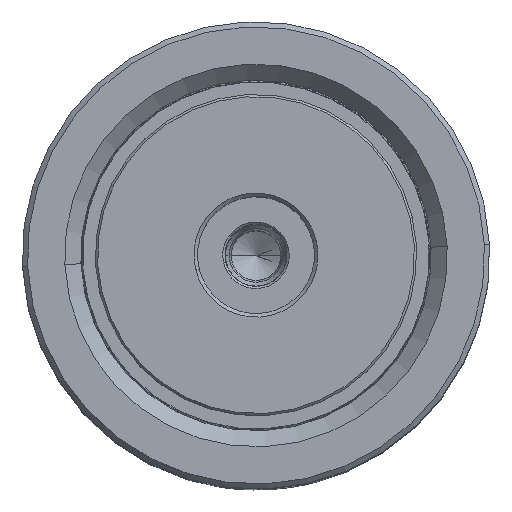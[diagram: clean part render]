
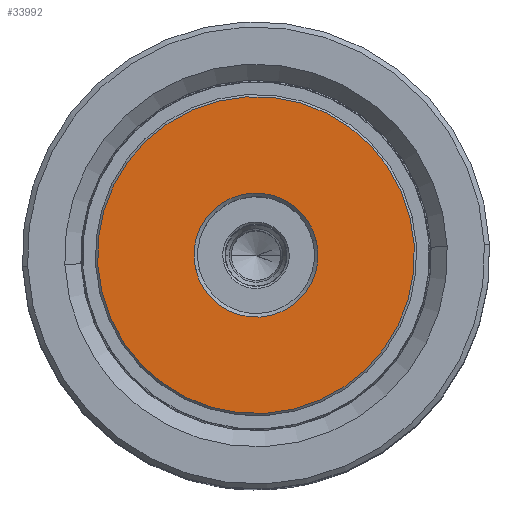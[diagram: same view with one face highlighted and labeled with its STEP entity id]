
A CAD part, top view. The second image highlights one B-rep face of the part: STEP entity #33992.
In plain terms, the highlighted face is planar.
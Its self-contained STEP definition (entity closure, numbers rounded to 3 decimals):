
#690 = AXIS2_PLACEMENT_3D ( 'NONE', #21199, #45043, #37551 ) ;
#3405 = CARTESIAN_POINT ( 'NONE',  ( 0., 0., 0. ) ) ;
#6327 = AXIS2_PLACEMENT_3D ( 'NONE', #18415, #30730, #39285 ) ;
#6539 = CARTESIAN_POINT ( 'NONE',  ( -21.7, 0., 0. ) ) ;
#9463 = CIRCLE ( 'NONE', #52196, 21.7 ) ;
#9551 = DIRECTION ( 'NONE',  ( 1., 0., 0. ) ) ;
#13206 = CIRCLE ( 'NONE', #29431, 8.5 ) ;
#13887 = FACE_OUTER_BOUND ( 'NONE', #17578, .T. ) ;
#14711 = ORIENTED_EDGE ( 'NONE', *, *, #24675, .T. ) ;
#17158 = EDGE_LOOP ( 'NONE', ( #35713, #34346 ) ) ;
#17578 = EDGE_LOOP ( 'NONE', ( #14711, #18303 ) ) ;
#18303 = ORIENTED_EDGE ( 'NONE', *, *, #46702, .T. ) ;
#18415 = CARTESIAN_POINT ( 'NONE',  ( 0., 0., 0. ) ) ;
#19456 = DIRECTION ( 'NONE',  ( 0., 0., -1. ) ) ;
#21199 = CARTESIAN_POINT ( 'NONE',  ( 0., 0., 0. ) ) ;
#22000 = VERTEX_POINT ( 'NONE', #30047 ) ;
#22924 = CIRCLE ( 'NONE', #690, 8.5 ) ;
#24675 = EDGE_CURVE ( 'NONE', #22000, #52003, #9463, .T. ) ;
#25927 = PLANE ( 'NONE',  #6327 ) ;
#26298 = VERTEX_POINT ( 'NONE', #38333 ) ;
#28495 = VERTEX_POINT ( 'NONE', #45932 ) ;
#29431 = AXIS2_PLACEMENT_3D ( 'NONE', #39303, #46378, #33784 ) ;
#30047 = CARTESIAN_POINT ( 'NONE',  ( 21.7, 0., 0. ) ) ;
#30409 = CARTESIAN_POINT ( 'NONE',  ( 0., 0., 0. ) ) ;
#30730 = DIRECTION ( 'NONE',  ( 0., 0., 1. ) ) ;
#33784 = DIRECTION ( 'NONE',  ( 1., 0., 0. ) ) ;
#33992 = ADVANCED_FACE ( 'NONE', ( #13887, #50574 ), #25927, .F. ) ;
#34346 = ORIENTED_EDGE ( 'NONE', *, *, #40459, .T. ) ;
#35713 = ORIENTED_EDGE ( 'NONE', *, *, #50158, .T. ) ;
#37551 = DIRECTION ( 'NONE',  ( 1., 0., 0. ) ) ;
#38333 = CARTESIAN_POINT ( 'NONE',  ( 8.5, 0., 0. ) ) ;
#39285 = DIRECTION ( 'NONE',  ( 1., 0., 0. ) ) ;
#39303 = CARTESIAN_POINT ( 'NONE',  ( 0., 0., 0. ) ) ;
#40459 = EDGE_CURVE ( 'NONE', #26298, #28495, #13206, .T. ) ;
#42752 = CIRCLE ( 'NONE', #47023, 21.7 ) ;
#45043 = DIRECTION ( 'NONE',  ( 0., 0., 1. ) ) ;
#45932 = CARTESIAN_POINT ( 'NONE',  ( -8.5, 0., 0. ) ) ;
#46230 = DIRECTION ( 'NONE',  ( 0., 0., -1. ) ) ;
#46378 = DIRECTION ( 'NONE',  ( 0., 0., 1. ) ) ;
#46702 = EDGE_CURVE ( 'NONE', #52003, #22000, #42752, .T. ) ;
#47023 = AXIS2_PLACEMENT_3D ( 'NONE', #3405, #19456, #48379 ) ;
#48379 = DIRECTION ( 'NONE',  ( 1., 0., 0. ) ) ;
#50158 = EDGE_CURVE ( 'NONE', #28495, #26298, #22924, .T. ) ;
#50574 = FACE_BOUND ( 'NONE', #17158, .T. ) ;
#52003 = VERTEX_POINT ( 'NONE', #6539 ) ;
#52196 = AXIS2_PLACEMENT_3D ( 'NONE', #30409, #46230, #9551 ) ;
